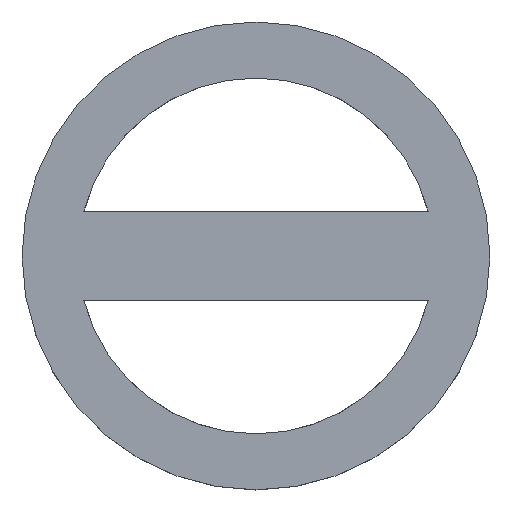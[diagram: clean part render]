
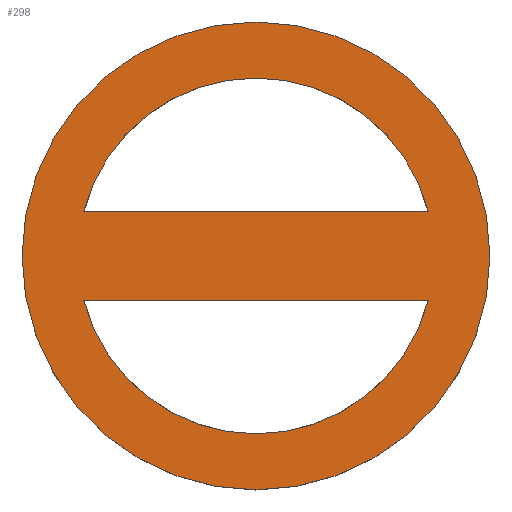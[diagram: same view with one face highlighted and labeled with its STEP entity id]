
A CAD part, top view. The second image highlights one B-rep face of the part: STEP entity #298.
In plain terms, the highlighted planar face has unit normal (0, 0, 1).
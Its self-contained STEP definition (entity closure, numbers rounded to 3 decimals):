
#18=FACE_BOUND('',#94,.T.);
#19=FACE_BOUND('',#95,.T.);
#24=PLANE('',#337);
#44=LINE('',#646,#54);
#45=LINE('',#650,#55);
#54=VECTOR('',#398,10.);
#55=VECTOR('',#401,10.);
#75=FACE_OUTER_BOUND('',#93,.T.);
#93=EDGE_LOOP('',(#233));
#94=EDGE_LOOP('',(#234,#235));
#95=EDGE_LOOP('',(#236,#237));
#117=CIRCLE('',#338,41.7);
#118=CIRCLE('',#339,31.7);
#119=CIRCLE('',#340,31.7);
#142=VERTEX_POINT('',#642);
#143=VERTEX_POINT('',#644);
#144=VERTEX_POINT('',#645);
#145=VERTEX_POINT('',#648);
#146=VERTEX_POINT('',#649);
#177=EDGE_CURVE('',#142,#142,#117,.T.);
#178=EDGE_CURVE('',#143,#144,#44,.T.);
#179=EDGE_CURVE('',#144,#143,#118,.T.);
#180=EDGE_CURVE('',#145,#146,#45,.T.);
#181=EDGE_CURVE('',#146,#145,#119,.T.);
#233=ORIENTED_EDGE('',*,*,#177,.T.);
#234=ORIENTED_EDGE('',*,*,#178,.F.);
#235=ORIENTED_EDGE('',*,*,#179,.F.);
#236=ORIENTED_EDGE('',*,*,#180,.F.);
#237=ORIENTED_EDGE('',*,*,#181,.F.);
#298=ADVANCED_FACE('',(#75,#18,#19),#24,.T.);
#337=AXIS2_PLACEMENT_3D('',#641,#394,#395);
#338=AXIS2_PLACEMENT_3D('',#643,#396,#397);
#339=AXIS2_PLACEMENT_3D('',#647,#399,#400);
#340=AXIS2_PLACEMENT_3D('',#651,#402,#403);
#394=DIRECTION('center_axis',(0.,0.,1.));
#395=DIRECTION('ref_axis',(1.,0.,0.));
#396=DIRECTION('center_axis',(0.,0.,1.));
#397=DIRECTION('ref_axis',(1.,0.,0.));
#398=DIRECTION('',(1.,0.,0.));
#399=DIRECTION('center_axis',(0.,0.,1.));
#400=DIRECTION('ref_axis',(1.,0.,0.));
#401=DIRECTION('',(-1.,0.,0.));
#402=DIRECTION('center_axis',(0.,0.,1.));
#403=DIRECTION('ref_axis',(1.,0.,0.));
#641=CARTESIAN_POINT('Origin',(0.,-31.7,100.));
#642=CARTESIAN_POINT('',(0.,41.7,100.));
#643=CARTESIAN_POINT('Origin',(0.,0.,100.));
#644=CARTESIAN_POINT('',(-30.674,8.,100.));
#645=CARTESIAN_POINT('',(30.674,8.,100.));
#646=CARTESIAN_POINT('',(0.,8.,100.));
#647=CARTESIAN_POINT('Origin',(0.,0.,100.));
#648=CARTESIAN_POINT('',(30.674,-8.,100.));
#649=CARTESIAN_POINT('',(-30.674,-8.,100.));
#650=CARTESIAN_POINT('',(0.,-8.,100.));
#651=CARTESIAN_POINT('Origin',(0.,0.,100.));
